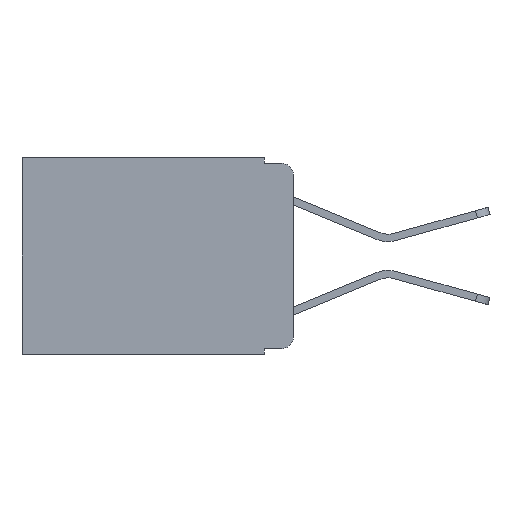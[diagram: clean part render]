
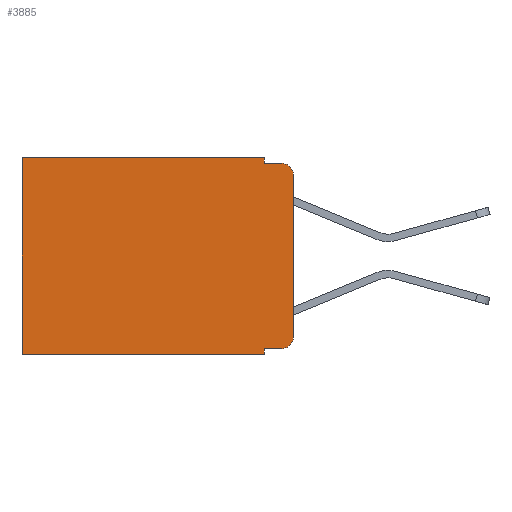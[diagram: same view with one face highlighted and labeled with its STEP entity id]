
A CAD part, left-side view. The second image highlights one B-rep face of the part: STEP entity #3885.
In plain terms, the highlighted planar face has unit normal (-1, 0, 0).
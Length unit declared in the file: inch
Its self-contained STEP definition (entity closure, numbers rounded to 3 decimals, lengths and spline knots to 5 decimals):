
#385 = VERTEX_POINT ( 'NONE', #12993 ) ;
#420 = CARTESIAN_POINT ( 'NONE',  ( 0.298, 0.051, -0.01 ) ) ;
#520 = LINE ( 'NONE', #13240, #1956 ) ;
#532 = CARTESIAN_POINT ( 'NONE',  ( 0.298, 0.051, -0.343 ) ) ;
#602 = LINE ( 'NONE', #5218, #11162 ) ;
#610 = CARTESIAN_POINT ( 'NONE',  ( 0.298, 0.473, -0.343 ) ) ;
#1460 = ORIENTED_EDGE ( 'NONE', *, *, #6430, .T. ) ;
#1467 = DIRECTION ( 'NONE',  ( -1., 0., 0. ) ) ;
#1635 = LINE ( 'NONE', #1857, #9978 ) ;
#1636 = VERTEX_POINT ( 'NONE', #610 ) ;
#1747 = EDGE_CURVE ( 'NONE', #10249, #13289, #12992, .T. ) ;
#1857 = CARTESIAN_POINT ( 'NONE',  ( 0.298, 0., 0. ) ) ;
#1956 = VECTOR ( 'NONE', #7574, 39.37008 ) ;
#2165 = EDGE_CURVE ( 'NONE', #9441, #6856, #3002, .T. ) ;
#2195 = ORIENTED_EDGE ( 'NONE', *, *, #9393, .T. ) ;
#2221 = LINE ( 'NONE', #5758, #12130 ) ;
#2675 = VECTOR ( 'NONE', #13153, 39.37008 ) ;
#2973 = CARTESIAN_POINT ( 'NONE',  ( 0.298, 0.051, -0.01 ) ) ;
#3002 = LINE ( 'NONE', #4052, #13026 ) ;
#3033 = DIRECTION ( 'NONE',  ( 0., 0., -1. ) ) ;
#3048 = LINE ( 'NONE', #7434, #11384 ) ;
#3471 = ORIENTED_EDGE ( 'NONE', *, *, #10532, .F. ) ;
#3808 = DIRECTION ( 'NONE',  ( 0., 0., -1. ) ) ;
#3885 = ADVANCED_FACE ( 'NONE', ( #3974 ), #5924, .F. ) ;
#3974 = FACE_OUTER_BOUND ( 'NONE', #8098, .T. ) ;
#4032 = DIRECTION ( 'NONE',  ( 0., 0., -1. ) ) ;
#4052 = CARTESIAN_POINT ( 'NONE',  ( 0.298, 0., 0. ) ) ;
#4126 = DIRECTION ( 'NONE',  ( 0., 0., -1. ) ) ;
#4592 = ORIENTED_EDGE ( 'NONE', *, *, #13215, .F. ) ;
#4699 = CARTESIAN_POINT ( 'NONE',  ( 0.298, 0.473, 0. ) ) ;
#5014 = CARTESIAN_POINT ( 'NONE',  ( 0.298, 0., 0. ) ) ;
#5061 = ORIENTED_EDGE ( 'NONE', *, *, #5242, .F. ) ;
#5123 = CIRCLE ( 'NONE', #14790, 0.02 ) ;
#5218 = CARTESIAN_POINT ( 'NONE',  ( 0.298, 0.051, 0. ) ) ;
#5242 = EDGE_CURVE ( 'NONE', #5752, #13289, #6246, .T. ) ;
#5252 = DIRECTION ( 'NONE',  ( 0., 1., 0. ) ) ;
#5636 = DIRECTION ( 'NONE',  ( 0., 0., -1. ) ) ;
#5752 = VERTEX_POINT ( 'NONE', #2973 ) ;
#5758 = CARTESIAN_POINT ( 'NONE',  ( 0.298, 0.051, -0.333 ) ) ;
#5846 = CARTESIAN_POINT ( 'NONE',  ( 0.298, 0.02, -0.313 ) ) ;
#5924 = PLANE ( 'NONE',  #13263 ) ;
#6246 = LINE ( 'NONE', #420, #2675 ) ;
#6430 = EDGE_CURVE ( 'NONE', #385, #12109, #2221, .T. ) ;
#6564 = EDGE_CURVE ( 'NONE', #12109, #8773, #5123, .T. ) ;
#6680 = CARTESIAN_POINT ( 'NONE',  ( 0.298, 0.02, -0.01 ) ) ;
#6833 = DIRECTION ( 'NONE',  ( 0., -1., 0. ) ) ;
#6856 = VERTEX_POINT ( 'NONE', #4699 ) ;
#7205 = AXIS2_PLACEMENT_3D ( 'NONE', #7716, #13327, #13468 ) ;
#7434 = CARTESIAN_POINT ( 'NONE',  ( 0.298, 0.051, 0. ) ) ;
#7574 = DIRECTION ( 'NONE',  ( 0., 1., 0. ) ) ;
#7716 = CARTESIAN_POINT ( 'NONE',  ( 0.298, 0.02, -0.03 ) ) ;
#7753 = LINE ( 'NONE', #11233, #12095 ) ;
#8000 = CARTESIAN_POINT ( 'NONE',  ( 0.298, 0., -0.03 ) ) ;
#8098 = EDGE_LOOP ( 'NONE', ( #4592, #14871, #5061, #3471, #11283, #2195, #10984, #9768, #1460, #14237 ) ) ;
#8309 = VERTEX_POINT ( 'NONE', #532 ) ;
#8773 = VERTEX_POINT ( 'NONE', #13390 ) ;
#9393 = EDGE_CURVE ( 'NONE', #6856, #1636, #7753, .T. ) ;
#9441 = VERTEX_POINT ( 'NONE', #14585 ) ;
#9768 = ORIENTED_EDGE ( 'NONE', *, *, #12379, .F. ) ;
#9978 = VECTOR ( 'NONE', #4126, 39.37008 ) ;
#10249 = VERTEX_POINT ( 'NONE', #8000 ) ;
#10523 = DIRECTION ( 'NONE',  ( 1., 0., 0. ) ) ;
#10532 = EDGE_CURVE ( 'NONE', #9441, #5752, #3048, .T. ) ;
#10971 = EDGE_CURVE ( 'NONE', #8309, #1636, #520, .T. ) ;
#10984 = ORIENTED_EDGE ( 'NONE', *, *, #10971, .F. ) ;
#11162 = VECTOR ( 'NONE', #3033, 39.37008 ) ;
#11233 = CARTESIAN_POINT ( 'NONE',  ( 0.298, 0.473, 0. ) ) ;
#11283 = ORIENTED_EDGE ( 'NONE', *, *, #2165, .T. ) ;
#11384 = VECTOR ( 'NONE', #4032, 39.37008 ) ;
#12095 = VECTOR ( 'NONE', #5636, 39.37008 ) ;
#12109 = VERTEX_POINT ( 'NONE', #13010 ) ;
#12130 = VECTOR ( 'NONE', #6833, 39.37008 ) ;
#12379 = EDGE_CURVE ( 'NONE', #385, #8309, #602, .T. ) ;
#12992 = CIRCLE ( 'NONE', #7205, 0.02 ) ;
#12993 = CARTESIAN_POINT ( 'NONE',  ( 0.298, 0.051, -0.333 ) ) ;
#13010 = CARTESIAN_POINT ( 'NONE',  ( 0.298, 0.02, -0.333 ) ) ;
#13026 = VECTOR ( 'NONE', #5252, 39.37008 ) ;
#13153 = DIRECTION ( 'NONE',  ( 0., -1., 0. ) ) ;
#13215 = EDGE_CURVE ( 'NONE', #10249, #8773, #1635, .T. ) ;
#13240 = CARTESIAN_POINT ( 'NONE',  ( 0.298, 0., -0.343 ) ) ;
#13263 = AXIS2_PLACEMENT_3D ( 'NONE', #5014, #10523, #14254 ) ;
#13289 = VERTEX_POINT ( 'NONE', #6680 ) ;
#13327 = DIRECTION ( 'NONE',  ( -1., 0., 0. ) ) ;
#13390 = CARTESIAN_POINT ( 'NONE',  ( 0.298, 0., -0.313 ) ) ;
#13468 = DIRECTION ( 'NONE',  ( 0., 0., -1. ) ) ;
#14237 = ORIENTED_EDGE ( 'NONE', *, *, #6564, .T. ) ;
#14254 = DIRECTION ( 'NONE',  ( 0., 0., -1. ) ) ;
#14585 = CARTESIAN_POINT ( 'NONE',  ( 0.298, 0.051, 0. ) ) ;
#14790 = AXIS2_PLACEMENT_3D ( 'NONE', #5846, #1467, #3808 ) ;
#14871 = ORIENTED_EDGE ( 'NONE', *, *, #1747, .T. ) ;
